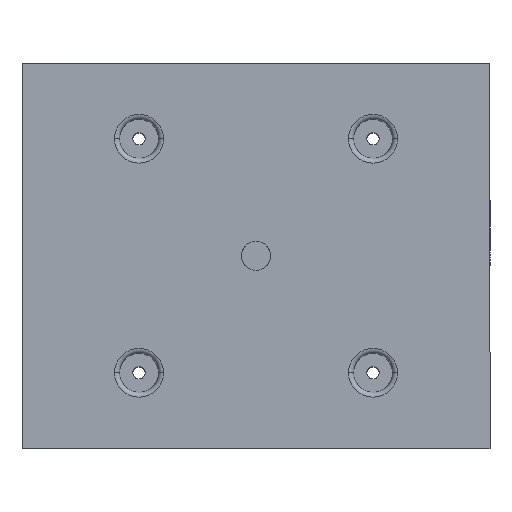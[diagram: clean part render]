
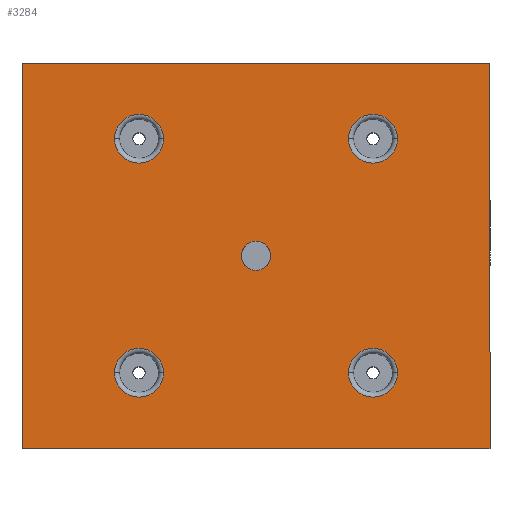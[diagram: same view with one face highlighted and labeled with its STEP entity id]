
A CAD part, top view. The second image highlights one B-rep face of the part: STEP entity #3284.
In plain terms, the highlighted planar face has unit normal (0, 0, 1).
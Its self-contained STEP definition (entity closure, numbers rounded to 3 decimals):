
#11 = DIRECTION ( 'NONE',  ( -1., 0., 0. ) ) ;
#49 = CARTESIAN_POINT ( 'NONE',  ( 48., 31., 100. ) ) ;
#60 = ORIENTED_EDGE ( 'NONE', *, *, #2799, .T. ) ;
#98 = CIRCLE ( 'NONE', #2004, 10. ) ;
#137 = FACE_BOUND ( 'NONE', #898, .T. ) ;
#152 = CARTESIAN_POINT ( 'NONE',  ( 0., 158., 100. ) ) ;
#255 = DIRECTION ( 'NONE',  ( 0., 0., -1. ) ) ;
#263 = EDGE_CURVE ( 'NONE', #1240, #3356, #1648, .T. ) ;
#293 = CARTESIAN_POINT ( 'NONE',  ( 144., 31., 100. ) ) ;
#304 = CARTESIAN_POINT ( 'NONE',  ( 144., 31., 100. ) ) ;
#306 = FACE_BOUND ( 'NONE', #2662, .T. ) ;
#309 = ORIENTED_EDGE ( 'NONE', *, *, #790, .T. ) ;
#310 = CARTESIAN_POINT ( 'NONE',  ( 96., 79., 100. ) ) ;
#325 = CARTESIAN_POINT ( 'NONE',  ( 0., 0., 100. ) ) ;
#334 = ORIENTED_EDGE ( 'NONE', *, *, #263, .F. ) ;
#341 = DIRECTION ( 'NONE',  ( -1., 0., 0. ) ) ;
#345 = DIRECTION ( 'NONE',  ( 0., -1., 0. ) ) ;
#365 = ORIENTED_EDGE ( 'NONE', *, *, #554, .T. ) ;
#368 = CARTESIAN_POINT ( 'NONE',  ( 0., 0., 100. ) ) ;
#394 = CIRCLE ( 'NONE', #3295, 10. ) ;
#407 = CARTESIAN_POINT ( 'NONE',  ( 48., 31., 100. ) ) ;
#410 = VERTEX_POINT ( 'NONE', #2082 ) ;
#414 = ORIENTED_EDGE ( 'NONE', *, *, #915, .T. ) ;
#433 = CARTESIAN_POINT ( 'NONE',  ( 0., 0., 100. ) ) ;
#455 = DIRECTION ( 'NONE',  ( 0., 0., -1. ) ) ;
#554 = EDGE_CURVE ( 'NONE', #3158, #3282, #1564, .T. ) ;
#561 = DIRECTION ( 'NONE',  ( -1., 0., 0. ) ) ;
#609 = ORIENTED_EDGE ( 'NONE', *, *, #1837, .T. ) ;
#614 = DIRECTION ( 'NONE',  ( -1., 0., 0. ) ) ;
#634 = ORIENTED_EDGE ( 'NONE', *, *, #2730, .T. ) ;
#676 = AXIS2_PLACEMENT_3D ( 'NONE', #2006, #2592, #1763 ) ;
#684 = DIRECTION ( 'NONE',  ( 1., 0., 0. ) ) ;
#700 = DIRECTION ( 'NONE',  ( 0., 0., 1. ) ) ;
#718 = EDGE_CURVE ( 'NONE', #3356, #1240, #1235, .T. ) ;
#760 = VERTEX_POINT ( 'NONE', #1892 ) ;
#790 = EDGE_CURVE ( 'NONE', #2594, #2096, #1193, .T. ) ;
#821 = DIRECTION ( 'NONE',  ( 0., 0., 1. ) ) ;
#856 = CARTESIAN_POINT ( 'NONE',  ( 38., 31., 100. ) ) ;
#898 = EDGE_LOOP ( 'NONE', ( #2393, #634 ) ) ;
#911 = FACE_BOUND ( 'NONE', #3045, .T. ) ;
#915 = EDGE_CURVE ( 'NONE', #3282, #3158, #394, .T. ) ;
#919 = DIRECTION ( 'NONE',  ( 0., 0., -1. ) ) ;
#936 = CARTESIAN_POINT ( 'NONE',  ( 96., 79., 100. ) ) ;
#967 = EDGE_CURVE ( 'NONE', #1969, #3012, #1312, .T. ) ;
#992 = FACE_BOUND ( 'NONE', #2549, .T. ) ;
#1007 = CARTESIAN_POINT ( 'NONE',  ( 90., 79., 100. ) ) ;
#1043 = DIRECTION ( 'NONE',  ( 0., 0., -1. ) ) ;
#1097 = VERTEX_POINT ( 'NONE', #3090 ) ;
#1193 = CIRCLE ( 'NONE', #2907, 10. ) ;
#1222 = DIRECTION ( 'NONE',  ( 1., 0., 0. ) ) ;
#1230 = VECTOR ( 'NONE', #3249, 1000. ) ;
#1235 = CIRCLE ( 'NONE', #1626, 6. ) ;
#1240 = VERTEX_POINT ( 'NONE', #2105 ) ;
#1246 = ORIENTED_EDGE ( 'NONE', *, *, #3011, .T. ) ;
#1289 = ORIENTED_EDGE ( 'NONE', *, *, #718, .F. ) ;
#1312 = LINE ( 'NONE', #2808, #2583 ) ;
#1343 = DIRECTION ( 'NONE',  ( 1., 0., 0. ) ) ;
#1369 = AXIS2_PLACEMENT_3D ( 'NONE', #304, #255, #1550 ) ;
#1375 = CARTESIAN_POINT ( 'NONE',  ( 0., 0., 100. ) ) ;
#1452 = ORIENTED_EDGE ( 'NONE', *, *, #2033, .T. ) ;
#1466 = CARTESIAN_POINT ( 'NONE',  ( 48., 127., 100. ) ) ;
#1485 = CARTESIAN_POINT ( 'NONE',  ( 0., 158., 100. ) ) ;
#1550 = DIRECTION ( 'NONE',  ( -1., 0., 0. ) ) ;
#1554 = LINE ( 'NONE', #152, #1230 ) ;
#1562 = AXIS2_PLACEMENT_3D ( 'NONE', #936, #700, #1222 ) ;
#1564 = CIRCLE ( 'NONE', #3020, 10. ) ;
#1626 = AXIS2_PLACEMENT_3D ( 'NONE', #310, #821, #1343 ) ;
#1648 = CIRCLE ( 'NONE', #1562, 6. ) ;
#1757 = VECTOR ( 'NONE', #345, 1000. ) ;
#1763 = DIRECTION ( 'NONE',  ( -1., 0., 0. ) ) ;
#1780 = EDGE_CURVE ( 'NONE', #3012, #3308, #1554, .T. ) ;
#1814 = ORIENTED_EDGE ( 'NONE', *, *, #967, .T. ) ;
#1837 = EDGE_CURVE ( 'NONE', #2096, #2594, #3256, .T. ) ;
#1874 = DIRECTION ( 'NONE',  ( 0., 0., -1. ) ) ;
#1892 = CARTESIAN_POINT ( 'NONE',  ( 38., 127., 100. ) ) ;
#1969 = VERTEX_POINT ( 'NONE', #2849 ) ;
#1995 = EDGE_CURVE ( 'NONE', #1097, #410, #2109, .T. ) ;
#2004 = AXIS2_PLACEMENT_3D ( 'NONE', #1466, #3003, #2475 ) ;
#2006 = CARTESIAN_POINT ( 'NONE',  ( 144., 127., 100. ) ) ;
#2011 = ORIENTED_EDGE ( 'NONE', *, *, #1995, .T. ) ;
#2033 = EDGE_CURVE ( 'NONE', #410, #1097, #2614, .T. ) ;
#2035 = FACE_BOUND ( 'NONE', #2481, .T. ) ;
#2082 = CARTESIAN_POINT ( 'NONE',  ( 134., 31., 100. ) ) ;
#2093 = DIRECTION ( 'NONE',  ( 0., 0., -1. ) ) ;
#2096 = VERTEX_POINT ( 'NONE', #2538 ) ;
#2105 = CARTESIAN_POINT ( 'NONE',  ( 102., 79., 100. ) ) ;
#2109 = CIRCLE ( 'NONE', #1369, 10. ) ;
#2171 = DIRECTION ( 'NONE',  ( -1., 0., 0. ) ) ;
#2366 = AXIS2_PLACEMENT_3D ( 'NONE', #368, #455, #614 ) ;
#2393 = ORIENTED_EDGE ( 'NONE', *, *, #3005, .T. ) ;
#2400 = CARTESIAN_POINT ( 'NONE',  ( 58., 31., 100. ) ) ;
#2450 = CARTESIAN_POINT ( 'NONE',  ( 134., 127., 100. ) ) ;
#2457 = LINE ( 'NONE', #1375, #1757 ) ;
#2475 = DIRECTION ( 'NONE',  ( -1., 0., 0. ) ) ;
#2481 = EDGE_LOOP ( 'NONE', ( #334, #1289 ) ) ;
#2522 = VERTEX_POINT ( 'NONE', #3187 ) ;
#2538 = CARTESIAN_POINT ( 'NONE',  ( 154., 127., 100. ) ) ;
#2549 = EDGE_LOOP ( 'NONE', ( #309, #609 ) ) ;
#2583 = VECTOR ( 'NONE', #3083, 1000. ) ;
#2592 = DIRECTION ( 'NONE',  ( 0., 0., -1. ) ) ;
#2594 = VERTEX_POINT ( 'NONE', #2450 ) ;
#2614 = CIRCLE ( 'NONE', #3006, 10. ) ;
#2659 = LINE ( 'NONE', #433, #2702 ) ;
#2662 = EDGE_LOOP ( 'NONE', ( #1452, #2011 ) ) ;
#2681 = PLANE ( 'NONE',  #2366 ) ;
#2702 = VECTOR ( 'NONE', #684, 1000. ) ;
#2714 = CARTESIAN_POINT ( 'NONE',  ( 144., 127., 100. ) ) ;
#2724 = ORIENTED_EDGE ( 'NONE', *, *, #1780, .T. ) ;
#2730 = EDGE_CURVE ( 'NONE', #2522, #760, #3298, .T. ) ;
#2737 = DIRECTION ( 'NONE',  ( -1., 0., 0. ) ) ;
#2740 = FACE_OUTER_BOUND ( 'NONE', #2956, .T. ) ;
#2799 = EDGE_CURVE ( 'NONE', #3308, #3153, #2457, .T. ) ;
#2808 = CARTESIAN_POINT ( 'NONE',  ( 192., 0., 100. ) ) ;
#2835 = AXIS2_PLACEMENT_3D ( 'NONE', #3355, #1043, #11 ) ;
#2849 = CARTESIAN_POINT ( 'NONE',  ( 192., 0., 100. ) ) ;
#2907 = AXIS2_PLACEMENT_3D ( 'NONE', #2714, #2925, #2171 ) ;
#2925 = DIRECTION ( 'NONE',  ( 0., 0., -1. ) ) ;
#2956 = EDGE_LOOP ( 'NONE', ( #60, #1246, #1814, #2724 ) ) ;
#3003 = DIRECTION ( 'NONE',  ( 0., 0., -1. ) ) ;
#3005 = EDGE_CURVE ( 'NONE', #760, #2522, #98, .T. ) ;
#3006 = AXIS2_PLACEMENT_3D ( 'NONE', #293, #2093, #561 ) ;
#3011 = EDGE_CURVE ( 'NONE', #3153, #1969, #2659, .T. ) ;
#3012 = VERTEX_POINT ( 'NONE', #3279 ) ;
#3020 = AXIS2_PLACEMENT_3D ( 'NONE', #49, #1874, #341 ) ;
#3045 = EDGE_LOOP ( 'NONE', ( #414, #365 ) ) ;
#3083 = DIRECTION ( 'NONE',  ( 0., 1., 0. ) ) ;
#3090 = CARTESIAN_POINT ( 'NONE',  ( 154., 31., 100. ) ) ;
#3153 = VERTEX_POINT ( 'NONE', #325 ) ;
#3158 = VERTEX_POINT ( 'NONE', #2400 ) ;
#3187 = CARTESIAN_POINT ( 'NONE',  ( 58., 127., 100. ) ) ;
#3249 = DIRECTION ( 'NONE',  ( -1., 0., 0. ) ) ;
#3256 = CIRCLE ( 'NONE', #676, 10. ) ;
#3279 = CARTESIAN_POINT ( 'NONE',  ( 192., 158., 100. ) ) ;
#3282 = VERTEX_POINT ( 'NONE', #856 ) ;
#3284 = ADVANCED_FACE ( 'NONE', ( #992, #306, #911, #137, #2035, #2740 ), #2681, .F. ) ;
#3295 = AXIS2_PLACEMENT_3D ( 'NONE', #407, #919, #2737 ) ;
#3298 = CIRCLE ( 'NONE', #2835, 10. ) ;
#3308 = VERTEX_POINT ( 'NONE', #1485 ) ;
#3355 = CARTESIAN_POINT ( 'NONE',  ( 48., 127., 100. ) ) ;
#3356 = VERTEX_POINT ( 'NONE', #1007 ) ;
